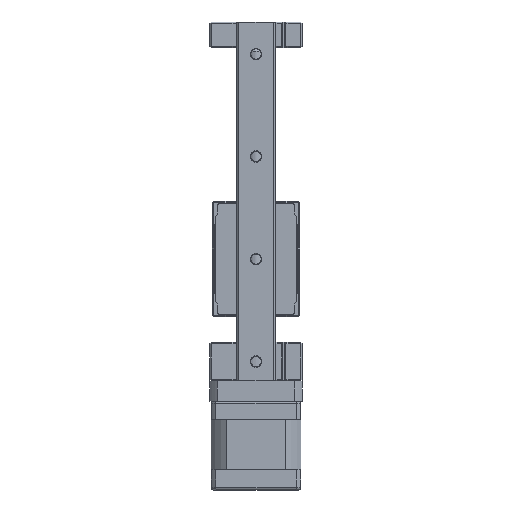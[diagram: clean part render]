
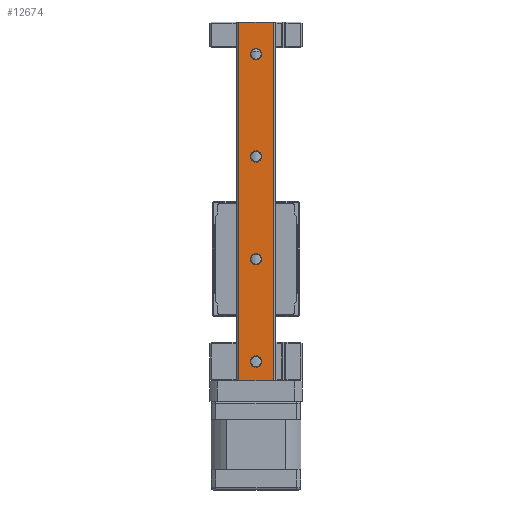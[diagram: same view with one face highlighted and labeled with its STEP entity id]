
A CAD part, front view. The second image highlights one B-rep face of the part: STEP entity #12674.
In plain terms, the highlighted planar face has unit normal (0, -1, 0).
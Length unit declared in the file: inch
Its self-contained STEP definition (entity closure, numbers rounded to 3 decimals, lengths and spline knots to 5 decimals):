
#14 = VECTOR ( 'NONE', #10679, 39.37008 ) ;
#542 = LINE ( 'NONE', #14409, #14 ) ;
#624 = DIRECTION ( 'NONE',  ( 1., 0., 0. ) ) ;
#693 = CARTESIAN_POINT ( 'NONE',  ( -0.22118, -0.70414, 6.63386 ) ) ;
#741 = CARTESIAN_POINT ( 'NONE',  ( 0.30638, -0.70414, 1.12205 ) ) ;
#745 = DIRECTION ( 'NONE',  ( 0., -1., 0. ) ) ;
#761 = AXIS2_PLACEMENT_3D ( 'NONE', #17381, #7205, #19112 ) ;
#843 = FACE_BOUND ( 'NONE', #20528, .T. ) ;
#1146 = CARTESIAN_POINT ( 'NONE',  ( -0.04598, -0.70414, 2.99213 ) ) ;
#1179 = EDGE_CURVE ( 'NONE', #20975, #14267, #20167, .T. ) ;
#1190 = CARTESIAN_POINT ( 'NONE',  ( 0.13119, -0.70414, 4.56693 ) ) ;
#1320 = CARTESIAN_POINT ( 'NONE',  ( -0.22118, -0.70414, 6.63386 ) ) ;
#1362 = FACE_BOUND ( 'NONE', #8416, .T. ) ;
#1533 = CARTESIAN_POINT ( 'NONE',  ( 0.0426, -0.70414, 6.14173 ) ) ;
#1684 = VERTEX_POINT ( 'NONE', #1190 ) ;
#1692 = DIRECTION ( 'NONE',  ( 0., 0., -1. ) ) ;
#1812 = DIRECTION ( 'NONE',  ( 0., 1., 0. ) ) ;
#2424 = CARTESIAN_POINT ( 'NONE',  ( 0.13119, -0.70414, 2.99213 ) ) ;
#2431 = ORIENTED_EDGE ( 'NONE', *, *, #6114, .T. ) ;
#2633 = CARTESIAN_POINT ( 'NONE',  ( 0.0426, -0.70414, 4.56693 ) ) ;
#2976 = ORIENTED_EDGE ( 'NONE', *, *, #1179, .T. ) ;
#3039 = ORIENTED_EDGE ( 'NONE', *, *, #7415, .T. ) ;
#3216 = DIRECTION ( 'NONE',  ( 1., 0., 0. ) ) ;
#3241 = VERTEX_POINT ( 'NONE', #2424 ) ;
#3520 = EDGE_CURVE ( 'NONE', #16117, #9061, #21894, .T. ) ;
#3742 = CIRCLE ( 'NONE', #761, 0.08858 ) ;
#4139 = VERTEX_POINT ( 'NONE', #741 ) ;
#4287 = DIRECTION ( 'NONE',  ( 0., 0., -1. ) ) ;
#4356 = DIRECTION ( 'NONE',  ( 1., 0., 0. ) ) ;
#4548 = VECTOR ( 'NONE', #4287, 39.37008 ) ;
#4909 = CIRCLE ( 'NONE', #20735, 0.08858 ) ;
#5285 = CARTESIAN_POINT ( 'NONE',  ( 0.0426, -0.70414, 1.41732 ) ) ;
#5970 = EDGE_CURVE ( 'NONE', #14267, #20975, #6286, .T. ) ;
#6017 = CARTESIAN_POINT ( 'NONE',  ( -0.22118, -0.70414, 6.63386 ) ) ;
#6114 = EDGE_CURVE ( 'NONE', #20130, #1684, #16629, .T. ) ;
#6222 = ORIENTED_EDGE ( 'NONE', *, *, #16453, .F. ) ;
#6286 = CIRCLE ( 'NONE', #19444, 0.08858 ) ;
#6410 = ORIENTED_EDGE ( 'NONE', *, *, #15202, .T. ) ;
#6696 = VECTOR ( 'NONE', #1692, 39.37008 ) ;
#6991 = DIRECTION ( 'NONE',  ( 1., 0., 0. ) ) ;
#7205 = DIRECTION ( 'NONE',  ( 0., 1., 0. ) ) ;
#7206 = AXIS2_PLACEMENT_3D ( 'NONE', #2633, #14596, #4356 ) ;
#7212 = DIRECTION ( 'NONE',  ( 0., 1., 0. ) ) ;
#7415 = EDGE_CURVE ( 'NONE', #9061, #16117, #4909, .T. ) ;
#7633 = AXIS2_PLACEMENT_3D ( 'NONE', #20992, #10854, #624 ) ;
#7753 = EDGE_CURVE ( 'NONE', #9807, #11215, #10511, .T. ) ;
#8405 = AXIS2_PLACEMENT_3D ( 'NONE', #10957, #745, #12655 ) ;
#8416 = EDGE_LOOP ( 'NONE', ( #13998, #3039 ) ) ;
#9061 = VERTEX_POINT ( 'NONE', #16785 ) ;
#9084 = CARTESIAN_POINT ( 'NONE',  ( -0.04598, -0.70414, 6.14173 ) ) ;
#9111 = DIRECTION ( 'NONE',  ( 0., 1., 0. ) ) ;
#9381 = FACE_BOUND ( 'NONE', #10711, .T. ) ;
#9619 = AXIS2_PLACEMENT_3D ( 'NONE', #19297, #9111, #20989 ) ;
#9807 = VERTEX_POINT ( 'NONE', #17264 ) ;
#10183 = ORIENTED_EDGE ( 'NONE', *, *, #15394, .T. ) ;
#10227 = ORIENTED_EDGE ( 'NONE', *, *, #5970, .T. ) ;
#10349 = CARTESIAN_POINT ( 'NONE',  ( -0.22118, -0.70414, 1.12205 ) ) ;
#10511 = LINE ( 'NONE', #1320, #19539 ) ;
#10516 = EDGE_LOOP ( 'NONE', ( #6222, #18541, #20177, #10183 ) ) ;
#10679 = DIRECTION ( 'NONE',  ( -1., 0., 0. ) ) ;
#10711 = EDGE_LOOP ( 'NONE', ( #2976, #10227 ) ) ;
#10854 = DIRECTION ( 'NONE',  ( 0., 1., 0. ) ) ;
#10933 = CIRCLE ( 'NONE', #7206, 0.08858 ) ;
#10957 = CARTESIAN_POINT ( 'NONE',  ( -0.22118, -0.70414, 6.63386 ) ) ;
#11215 = VERTEX_POINT ( 'NONE', #693 ) ;
#11910 = CARTESIAN_POINT ( 'NONE',  ( 0.30638, -0.70414, 6.63386 ) ) ;
#12014 = CARTESIAN_POINT ( 'NONE',  ( 0.0426, -0.70414, 6.14173 ) ) ;
#12030 = CIRCLE ( 'NONE', #16775, 0.08858 ) ;
#12553 = EDGE_CURVE ( 'NONE', #3241, #13292, #12030, .T. ) ;
#12655 = DIRECTION ( 'NONE',  ( -1., 0., 0. ) ) ;
#12674 = ADVANCED_FACE ( 'NONE', ( #843, #1362, #18390, #13913, #9381 ), #19411, .T. ) ;
#13251 = DIRECTION ( 'NONE',  ( -1., 0., 0. ) ) ;
#13292 = VERTEX_POINT ( 'NONE', #1146 ) ;
#13451 = DIRECTION ( 'NONE',  ( 0., 1., 0. ) ) ;
#13741 = DIRECTION ( 'NONE',  ( 1., 0., 0. ) ) ;
#13913 = FACE_BOUND ( 'NONE', #18391, .T. ) ;
#13998 = ORIENTED_EDGE ( 'NONE', *, *, #3520, .T. ) ;
#14267 = VERTEX_POINT ( 'NONE', #20296 ) ;
#14409 = CARTESIAN_POINT ( 'NONE',  ( -0.22118, -0.70414, 1.12205 ) ) ;
#14596 = DIRECTION ( 'NONE',  ( 0., 1., 0. ) ) ;
#14798 = EDGE_CURVE ( 'NONE', #9807, #4139, #15224, .T. ) ;
#15202 = EDGE_CURVE ( 'NONE', #13292, #3241, #3742, .T. ) ;
#15224 = LINE ( 'NONE', #11910, #6696 ) ;
#15394 = EDGE_CURVE ( 'NONE', #11215, #20816, #18108, .T. ) ;
#16117 = VERTEX_POINT ( 'NONE', #16728 ) ;
#16453 = EDGE_CURVE ( 'NONE', #4139, #20816, #542, .T. ) ;
#16629 = CIRCLE ( 'NONE', #7633, 0.08858 ) ;
#16728 = CARTESIAN_POINT ( 'NONE',  ( -0.04598, -0.70414, 1.41732 ) ) ;
#16775 = AXIS2_PLACEMENT_3D ( 'NONE', #17387, #7212, #19119 ) ;
#16785 = CARTESIAN_POINT ( 'NONE',  ( 0.13119, -0.70414, 1.41732 ) ) ;
#16794 = AXIS2_PLACEMENT_3D ( 'NONE', #1533, #13451, #3216 ) ;
#16800 = CARTESIAN_POINT ( 'NONE',  ( -0.04598, -0.70414, 4.56693 ) ) ;
#17137 = EDGE_CURVE ( 'NONE', #1684, #20130, #10933, .T. ) ;
#17175 = DIRECTION ( 'NONE',  ( 0., 1., 0. ) ) ;
#17264 = CARTESIAN_POINT ( 'NONE',  ( 0.30638, -0.70414, 6.63386 ) ) ;
#17381 = CARTESIAN_POINT ( 'NONE',  ( 0.0426, -0.70414, 2.99213 ) ) ;
#17387 = CARTESIAN_POINT ( 'NONE',  ( 0.0426, -0.70414, 2.99213 ) ) ;
#17625 = ORIENTED_EDGE ( 'NONE', *, *, #12553, .T. ) ;
#18108 = LINE ( 'NONE', #6017, #4548 ) ;
#18390 = FACE_OUTER_BOUND ( 'NONE', #10516, .T. ) ;
#18391 = EDGE_LOOP ( 'NONE', ( #2431, #21087 ) ) ;
#18541 = ORIENTED_EDGE ( 'NONE', *, *, #14798, .F. ) ;
#19112 = DIRECTION ( 'NONE',  ( 1., 0., 0. ) ) ;
#19119 = DIRECTION ( 'NONE',  ( 1., 0., 0. ) ) ;
#19297 = CARTESIAN_POINT ( 'NONE',  ( 0.0426, -0.70414, 1.41732 ) ) ;
#19411 = PLANE ( 'NONE',  #8405 ) ;
#19444 = AXIS2_PLACEMENT_3D ( 'NONE', #12014, #1812, #13741 ) ;
#19539 = VECTOR ( 'NONE', #13251, 39.37008 ) ;
#20130 = VERTEX_POINT ( 'NONE', #16800 ) ;
#20167 = CIRCLE ( 'NONE', #16794, 0.08858 ) ;
#20177 = ORIENTED_EDGE ( 'NONE', *, *, #7753, .T. ) ;
#20296 = CARTESIAN_POINT ( 'NONE',  ( 0.13119, -0.70414, 6.14173 ) ) ;
#20528 = EDGE_LOOP ( 'NONE', ( #6410, #17625 ) ) ;
#20735 = AXIS2_PLACEMENT_3D ( 'NONE', #5285, #17175, #6991 ) ;
#20816 = VERTEX_POINT ( 'NONE', #10349 ) ;
#20975 = VERTEX_POINT ( 'NONE', #9084 ) ;
#20989 = DIRECTION ( 'NONE',  ( 1., 0., 0. ) ) ;
#20992 = CARTESIAN_POINT ( 'NONE',  ( 0.0426, -0.70414, 4.56693 ) ) ;
#21087 = ORIENTED_EDGE ( 'NONE', *, *, #17137, .T. ) ;
#21894 = CIRCLE ( 'NONE', #9619, 0.08858 ) ;
